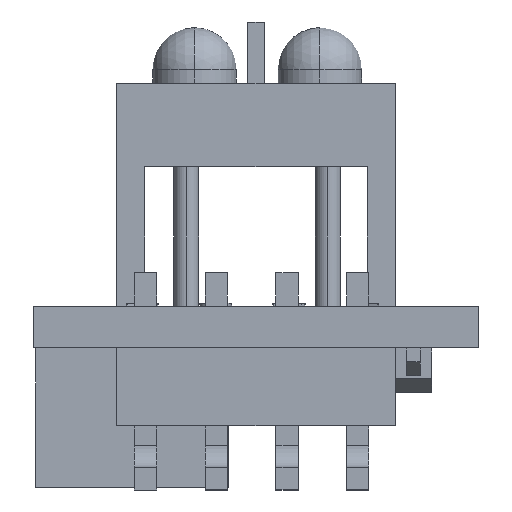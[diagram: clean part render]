
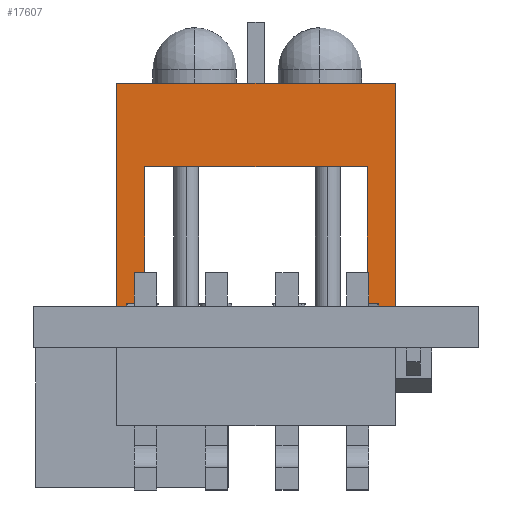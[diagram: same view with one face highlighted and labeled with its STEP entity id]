
A CAD part, left-side view. The second image highlights one B-rep face of the part: STEP entity #17607.
In plain terms, the highlighted planar face has unit normal (-1, 0, 0).
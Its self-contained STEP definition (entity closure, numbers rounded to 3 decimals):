
#162 = ORIENTED_EDGE ( 'NONE', *, *, #17775, .T. ) ;
#163 = ORIENTED_EDGE ( 'NONE', *, *, #3802, .T. ) ;
#164 = ORIENTED_EDGE ( 'NONE', *, *, #17774, .T. ) ;
#165 = ORIENTED_EDGE ( 'NONE', *, *, #17776, .F. ) ;
#166 = ORIENTED_EDGE ( 'NONE', *, *, #17761, .F. ) ;
#167 = ORIENTED_EDGE ( 'NONE', *, *, #17777, .T. ) ;
#168 = ORIENTED_EDGE ( 'NONE', *, *, #3795, .T. ) ;
#169 = ORIENTED_EDGE ( 'NONE', *, *, #17778, .T. ) ;
#2818 = EDGE_LOOP ( 'NONE', ( #162, #164, #163, #165, #166, #167, #168, #169 ) ) ;
#3404 = VERTEX_POINT ( 'NONE', #7792 ) ;
#3405 = VERTEX_POINT ( 'NONE', #7793 ) ;
#3410 = VERTEX_POINT ( 'NONE', #7798 ) ;
#3411 = VERTEX_POINT ( 'NONE', #7799 ) ;
#3528 = VERTEX_POINT ( 'NONE', #7916 ) ;
#3529 = VERTEX_POINT ( 'NONE', #7917 ) ;
#3536 = VERTEX_POINT ( 'NONE', #7924 ) ;
#3537 = VERTEX_POINT ( 'NONE', #7925 ) ;
#3795 = EDGE_CURVE ( 'NONE', #3405, #3404, #4788, .T. ) ;
#3802 = EDGE_CURVE ( 'NONE', #3410, #3411, #4795, .T. ) ;
#4788 = LINE ( 'NONE', #9755, #9097 ) ;
#4795 = LINE ( 'NONE', #9769, #9104 ) ;
#7792 = CARTESIAN_POINT ( 'NONE',  ( 25.3, -4., 1.5 ) ) ;
#7793 = CARTESIAN_POINT ( 'NONE',  ( 25.3, -3., 1.5 ) ) ;
#7798 = CARTESIAN_POINT ( 'NONE',  ( 25.3, -12., 1.5 ) ) ;
#7799 = CARTESIAN_POINT ( 'NONE',  ( 25.3, -13., 1.5 ) ) ;
#7916 = CARTESIAN_POINT ( 'NONE',  ( 25.3, -3., 9.5 ) ) ;
#7917 = CARTESIAN_POINT ( 'NONE',  ( 25.3, -13., 9.5 ) ) ;
#7924 = CARTESIAN_POINT ( 'NONE',  ( 25.3, -4., 6.5 ) ) ;
#7925 = CARTESIAN_POINT ( 'NONE',  ( 25.3, -12., 6.5 ) ) ;
#9097 = VECTOR ( 'NONE', #9756, 1000. ) ;
#9104 = VECTOR ( 'NONE', #9770, 1000. ) ;
#9474 = AXIS2_PLACEMENT_3D ( 'NONE', #12966, #12967, #12968 ) ;
#9755 = CARTESIAN_POINT ( 'NONE',  ( 25.3, -3., 1.5 ) ) ;
#9756 = DIRECTION ( 'NONE',  ( 0., -1., 0. ) ) ;
#9769 = CARTESIAN_POINT ( 'NONE',  ( 25.3, -3., 1.5 ) ) ;
#9770 = DIRECTION ( 'NONE',  ( 0., -1., 0. ) ) ;
#12965 = PLANE ( 'NONE',  #9474 ) ;
#12966 = CARTESIAN_POINT ( 'NONE',  ( 25.3, -3., 9.5 ) ) ;
#12967 = DIRECTION ( 'NONE',  ( 1., 0., 0. ) ) ;
#12968 = DIRECTION ( 'NONE',  ( 0., 0., -1. ) ) ;
#13347 = FACE_OUTER_BOUND ( 'NONE', #2818, .T. ) ;
#13515 = LINE ( 'NONE', #15174, #13801 ) ;
#13526 = LINE ( 'NONE', #15202, #13816 ) ;
#13527 = LINE ( 'NONE', #15204, #13817 ) ;
#13528 = LINE ( 'NONE', #15206, #13818 ) ;
#13529 = LINE ( 'NONE', #15208, #13819 ) ;
#13530 = LINE ( 'NONE', #15210, #13820 ) ;
#13801 = VECTOR ( 'NONE', #15175, 1000. ) ;
#13816 = VECTOR ( 'NONE', #15203, 1000. ) ;
#13817 = VECTOR ( 'NONE', #15205, 1000. ) ;
#13818 = VECTOR ( 'NONE', #15207, 1000. ) ;
#13819 = VECTOR ( 'NONE', #15209, 1000. ) ;
#13820 = VECTOR ( 'NONE', #15211, 1000. ) ;
#15174 = CARTESIAN_POINT ( 'NONE',  ( 25.3, -3., 9.5 ) ) ;
#15175 = DIRECTION ( 'NONE',  ( 0., -1., 0. ) ) ;
#15202 = CARTESIAN_POINT ( 'NONE',  ( 25.3, -12., 9.5 ) ) ;
#15203 = DIRECTION ( 'NONE',  ( 0., 0., -1. ) ) ;
#15204 = CARTESIAN_POINT ( 'NONE',  ( 25.3, -3., 6.5 ) ) ;
#15205 = DIRECTION ( 'NONE',  ( 0., -1., 0. ) ) ;
#15206 = CARTESIAN_POINT ( 'NONE',  ( 25.3, -13., 9.5 ) ) ;
#15207 = DIRECTION ( 'NONE',  ( 0., 0., -1. ) ) ;
#15208 = CARTESIAN_POINT ( 'NONE',  ( 25.3, -3., 9.5 ) ) ;
#15209 = DIRECTION ( 'NONE',  ( 0., 0., -1. ) ) ;
#15210 = CARTESIAN_POINT ( 'NONE',  ( 25.3, -4., 9.5 ) ) ;
#15211 = DIRECTION ( 'NONE',  ( 0., 0., 1. ) ) ;
#17607 = ADVANCED_FACE ( 'NONE', ( #13347 ), #12965, .F. ) ;
#17761 = EDGE_CURVE ( 'NONE', #3528, #3529, #13515, .T. ) ;
#17774 = EDGE_CURVE ( 'NONE', #3537, #3410, #13526, .T. ) ;
#17775 = EDGE_CURVE ( 'NONE', #3536, #3537, #13527, .T. ) ;
#17776 = EDGE_CURVE ( 'NONE', #3529, #3411, #13528, .T. ) ;
#17777 = EDGE_CURVE ( 'NONE', #3528, #3405, #13529, .T. ) ;
#17778 = EDGE_CURVE ( 'NONE', #3404, #3536, #13530, .T. ) ;
